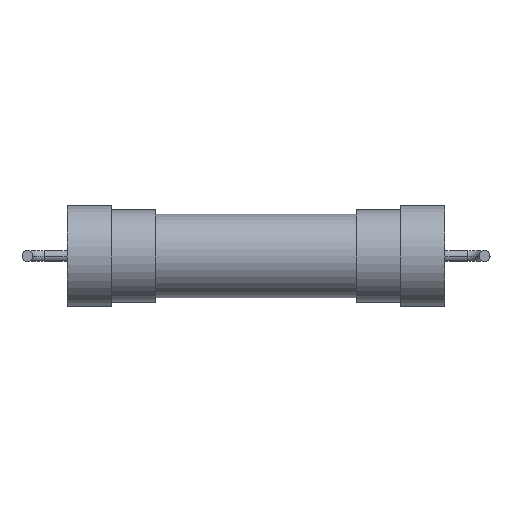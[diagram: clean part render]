
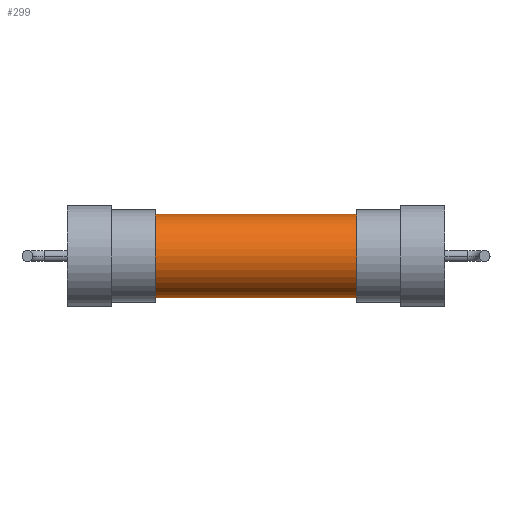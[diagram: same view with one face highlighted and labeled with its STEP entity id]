
A CAD part, front view. The second image highlights one B-rep face of the part: STEP entity #299.
In plain terms, the highlighted cylindrical face has radius 2.5 mm (diameter 5 mm), a partial arc.
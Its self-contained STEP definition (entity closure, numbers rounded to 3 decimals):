
#26 = VECTOR ( 'NONE', #637, 1000. ) ;
#33 = ORIENTED_EDGE ( 'NONE', *, *, #51, .F. ) ;
#51 = EDGE_CURVE ( 'NONE', #591, #589, #347, .T. ) ;
#144 = EDGE_LOOP ( 'NONE', ( #33, #243, #858, #354 ) ) ;
#174 = LINE ( 'NONE', #713, #665 ) ;
#178 = AXIS2_PLACEMENT_3D ( 'NONE', #241, #405, #536 ) ;
#241 = CARTESIAN_POINT ( 'NONE',  ( 6., 3., 0. ) ) ;
#243 = ORIENTED_EDGE ( 'NONE', *, *, #519, .T. ) ;
#299 = ADVANCED_FACE ( 'NONE', ( #565 ), #345, .T. ) ;
#321 = AXIS2_PLACEMENT_3D ( 'NONE', #357, #693, #552 ) ;
#345 = CYLINDRICAL_SURFACE ( 'NONE', #321, 2.5 ) ;
#347 = LINE ( 'NONE', #353, #26 ) ;
#353 = CARTESIAN_POINT ( 'NONE',  ( 0., 3., 2.5 ) ) ;
#354 = ORIENTED_EDGE ( 'NONE', *, *, #598, .F. ) ;
#355 = CARTESIAN_POINT ( 'NONE',  ( 6., 3., -2.5 ) ) ;
#357 = CARTESIAN_POINT ( 'NONE',  ( 0., 3., 0. ) ) ;
#367 = AXIS2_PLACEMENT_3D ( 'NONE', #509, #374, #441 ) ;
#374 = DIRECTION ( 'NONE',  ( 1., 0., 0. ) ) ;
#405 = DIRECTION ( 'NONE',  ( 1., 0., 0. ) ) ;
#441 = DIRECTION ( 'NONE',  ( 0., 0., -1. ) ) ;
#509 = CARTESIAN_POINT ( 'NONE',  ( -6., 3., 0. ) ) ;
#519 = EDGE_CURVE ( 'NONE', #591, #674, #759, .T. ) ;
#536 = DIRECTION ( 'NONE',  ( 0., 0., -1. ) ) ;
#540 = CARTESIAN_POINT ( 'NONE',  ( -6., 3., -2.5 ) ) ;
#552 = DIRECTION ( 'NONE',  ( 0., 0., -1. ) ) ;
#565 = FACE_OUTER_BOUND ( 'NONE', #144, .T. ) ;
#588 = CIRCLE ( 'NONE', #178, 2.5 ) ;
#589 = VERTEX_POINT ( 'NONE', #889 ) ;
#591 = VERTEX_POINT ( 'NONE', #821 ) ;
#598 = EDGE_CURVE ( 'NONE', #589, #862, #588, .T. ) ;
#637 = DIRECTION ( 'NONE',  ( 1., 0., 0. ) ) ;
#665 = VECTOR ( 'NONE', #783, 1000. ) ;
#674 = VERTEX_POINT ( 'NONE', #540 ) ;
#693 = DIRECTION ( 'NONE',  ( 1., 0., 0. ) ) ;
#713 = CARTESIAN_POINT ( 'NONE',  ( 0., 3., -2.5 ) ) ;
#759 = CIRCLE ( 'NONE', #367, 2.5 ) ;
#783 = DIRECTION ( 'NONE',  ( 1., 0., 0. ) ) ;
#821 = CARTESIAN_POINT ( 'NONE',  ( -6., 3., 2.5 ) ) ;
#858 = ORIENTED_EDGE ( 'NONE', *, *, #869, .T. ) ;
#862 = VERTEX_POINT ( 'NONE', #355 ) ;
#869 = EDGE_CURVE ( 'NONE', #674, #862, #174, .T. ) ;
#889 = CARTESIAN_POINT ( 'NONE',  ( 6., 3., 2.5 ) ) ;
